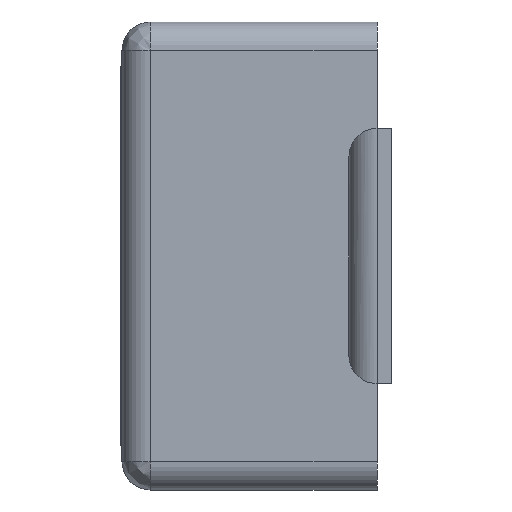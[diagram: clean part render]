
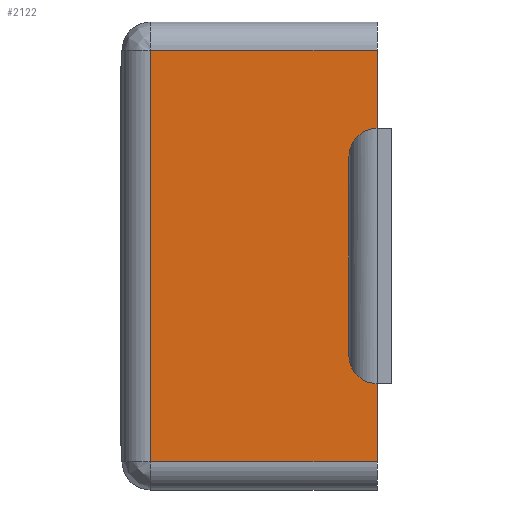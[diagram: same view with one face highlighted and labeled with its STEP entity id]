
A CAD part, left-side view. The second image highlights one B-rep face of the part: STEP entity #2122.
In plain terms, the highlighted face is planar.
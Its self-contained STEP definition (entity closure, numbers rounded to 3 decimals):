
#43 = PLANE ( 'NONE',  #15947 ) ;
#730 = EDGE_CURVE ( 'NONE', #6628, #14013, #10837, .T. ) ;
#961 = ORIENTED_EDGE ( 'NONE', *, *, #1956, .F. ) ;
#1956 = EDGE_CURVE ( 'NONE', #5079, #6628, #16649, .T. ) ;
#2122 = ADVANCED_FACE ( 'NONE', ( #10609 ), #43, .F. ) ;
#2358 = CARTESIAN_POINT ( 'NONE',  ( 1.35, 0., 0. ) ) ;
#2487 = ORIENTED_EDGE ( 'NONE', *, *, #17997, .F. ) ;
#2515 = DIRECTION ( 'NONE',  ( 0., 0., -1. ) ) ;
#5079 = VERTEX_POINT ( 'NONE', #14976 ) ;
#5244 = DIRECTION ( 'NONE',  ( 0., 0., 1. ) ) ;
#5353 = DIRECTION ( 'NONE',  ( 0., -1., 0. ) ) ;
#5672 = VECTOR ( 'NONE', #5244, 1000. ) ;
#5795 = EDGE_CURVE ( 'NONE', #14013, #14989, #7151, .T. ) ;
#5959 = CARTESIAN_POINT ( 'NONE',  ( 1.35, 0., 0.725 ) ) ;
#6628 = VERTEX_POINT ( 'NONE', #5959 ) ;
#7080 = EDGE_LOOP ( 'NONE', ( #2487, #9476, #15122, #961 ) ) ;
#7151 = LINE ( 'NONE', #9643, #10520 ) ;
#7251 = DIRECTION ( 'NONE',  ( -1., 0., 0. ) ) ;
#9131 = VECTOR ( 'NONE', #5353, 1000. ) ;
#9476 = ORIENTED_EDGE ( 'NONE', *, *, #5795, .F. ) ;
#9563 = LINE ( 'NONE', #15342, #9131 ) ;
#9643 = CARTESIAN_POINT ( 'NONE',  ( 1.35, 0.8, -0.825 ) ) ;
#10520 = VECTOR ( 'NONE', #2515, 1000. ) ;
#10609 = FACE_OUTER_BOUND ( 'NONE', #7080, .T. ) ;
#10837 = LINE ( 'NONE', #17857, #18031 ) ;
#10852 = CARTESIAN_POINT ( 'NONE',  ( 1.35, 0.8, 0.725 ) ) ;
#14013 = VERTEX_POINT ( 'NONE', #10852 ) ;
#14976 = CARTESIAN_POINT ( 'NONE',  ( 1.35, 0., -0.725 ) ) ;
#14989 = VERTEX_POINT ( 'NONE', #15349 ) ;
#15122 = ORIENTED_EDGE ( 'NONE', *, *, #730, .F. ) ;
#15342 = CARTESIAN_POINT ( 'NONE',  ( 1.35, 0.9, -0.725 ) ) ;
#15349 = CARTESIAN_POINT ( 'NONE',  ( 1.35, 0.8, -0.725 ) ) ;
#15809 = CARTESIAN_POINT ( 'NONE',  ( 1.35, 0.9, -0.825 ) ) ;
#15947 = AXIS2_PLACEMENT_3D ( 'NONE', #15809, #7251, #17285 ) ;
#16390 = DIRECTION ( 'NONE',  ( 0., 1., 0. ) ) ;
#16649 = LINE ( 'NONE', #2358, #5672 ) ;
#17285 = DIRECTION ( 'NONE',  ( 0., 0., 1. ) ) ;
#17857 = CARTESIAN_POINT ( 'NONE',  ( 1.35, 0.9, 0.725 ) ) ;
#17997 = EDGE_CURVE ( 'NONE', #14989, #5079, #9563, .T. ) ;
#18031 = VECTOR ( 'NONE', #16390, 1000. ) ;
